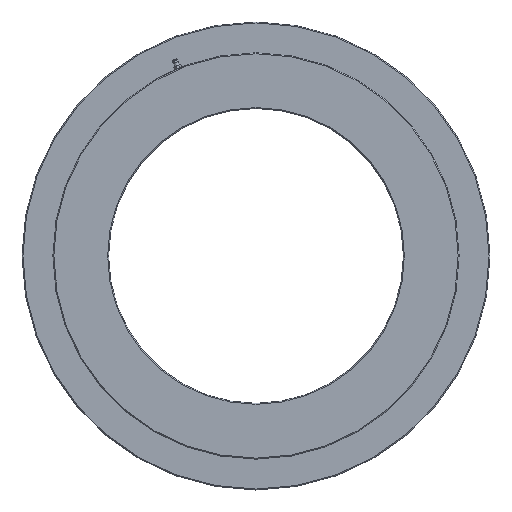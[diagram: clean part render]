
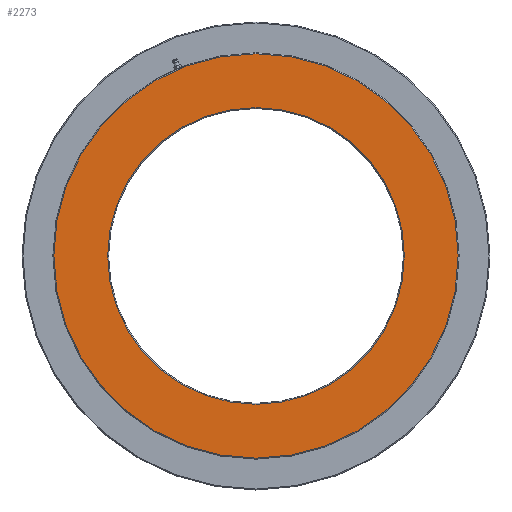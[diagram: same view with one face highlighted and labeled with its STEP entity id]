
A CAD part, top view. The second image highlights one B-rep face of the part: STEP entity #2273.
In plain terms, the highlighted planar face has unit normal (0, 0, 1).
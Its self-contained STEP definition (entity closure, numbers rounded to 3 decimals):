
#72 = VERTEX_POINT ( 'NONE', #430 ) ;
#290 = CARTESIAN_POINT ( 'NONE',  ( -157.5, 0., 26. ) ) ;
#300 = PLANE ( 'NONE',  #1558 ) ;
#352 = FACE_BOUND ( 'NONE', #2057, .T. ) ;
#416 = FACE_OUTER_BOUND ( 'NONE', #1197, .T. ) ;
#430 = CARTESIAN_POINT ( 'NONE',  ( -158.5, 0., 26. ) ) ;
#511 = DIRECTION ( 'NONE',  ( -1., 0., 0. ) ) ;
#628 = DIRECTION ( 'NONE',  ( 0., 0., -1. ) ) ;
#652 = EDGE_CURVE ( 'NONE', #2309, #2309, #2054, .T. ) ;
#714 = CARTESIAN_POINT ( 'NONE',  ( 0., 0., 26. ) ) ;
#713 = DIRECTION ( 'NONE',  ( 0., 0., -1. ) ) ;
#832 = CARTESIAN_POINT ( 'NONE',  ( -216., 0., 26. ) ) ;
#984 = EDGE_CURVE ( 'NONE', #72, #72, #1345, .T. ) ;
#989 = AXIS2_PLACEMENT_3D ( 'NONE', #2077, #628, #1856 ) ;
#1197 = EDGE_LOOP ( 'NONE', ( #2171 ) ) ;
#1345 = CIRCLE ( 'NONE', #989, 158.5 ) ;
#1494 = ORIENTED_EDGE ( 'NONE', *, *, #984, .T. ) ;
#1558 = AXIS2_PLACEMENT_3D ( 'NONE', #290, #713, #2155 ) ;
#1856 = DIRECTION ( 'NONE',  ( -1., 0., 0. ) ) ;
#1952 = DIRECTION ( 'NONE',  ( 0., 0., 1. ) ) ;
#2054 = CIRCLE ( 'NONE', #2059, 216. ) ;
#2057 = EDGE_LOOP ( 'NONE', ( #1494 ) ) ;
#2059 = AXIS2_PLACEMENT_3D ( 'NONE', #714, #1952, #511 ) ;
#2077 = CARTESIAN_POINT ( 'NONE',  ( 0., 0., 26. ) ) ;
#2155 = DIRECTION ( 'NONE',  ( -1., 0., 0. ) ) ;
#2171 = ORIENTED_EDGE ( 'NONE', *, *, #652, .T. ) ;
#2273 = ADVANCED_FACE ( 'NONE', ( #416, #352 ), #300, .F. ) ;
#2309 = VERTEX_POINT ( 'NONE', #832 ) ;
